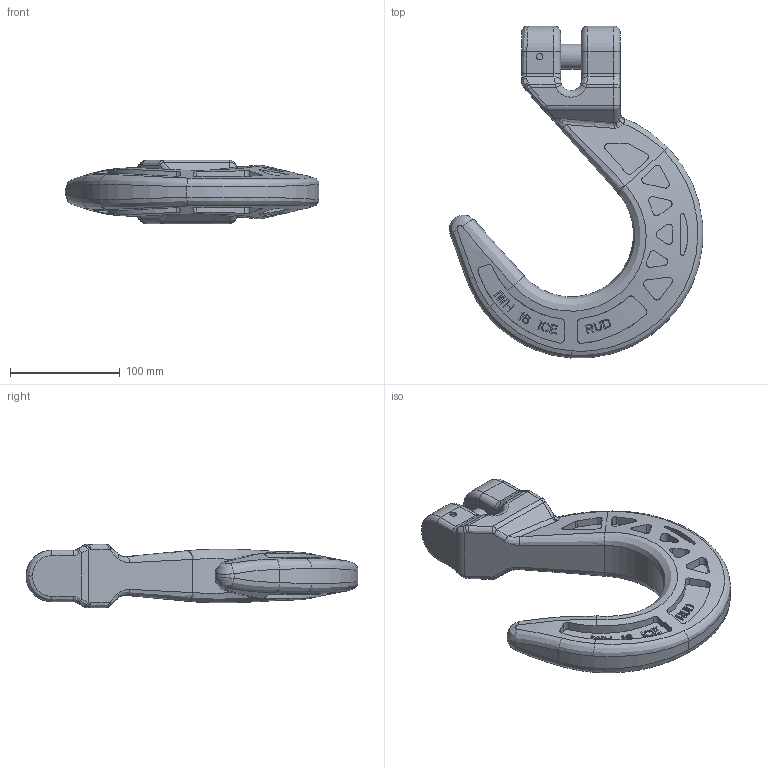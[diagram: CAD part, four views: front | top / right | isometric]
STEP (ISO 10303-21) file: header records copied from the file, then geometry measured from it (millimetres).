
FILE_DESCRIPTION((''),'2;1');
FILE_NAME('001-M34400-P-2','2016-06-13T',('Andreas.Wendler'),(''),'PRO/ENGINEER BY PARAMETRIC TECHNOLOGY CORPORATION, 2010140','PRO/ENGINEER BY PARAMETRIC TECHNOLOGY CORPORATION, 2010140','');
FILE_SCHEMA(('CONFIG_CONTROL_DESIGN'));
Length unit declared in the file: millimetre
Products named in the file (1): 001-M34400-P-2
Bounding box: 231.07 x 302.77 x 58 mm (x, y, z)
Volume: 983934.5 mm3; surface area: 111357.1 mm2
Topology: 1 solids, 1 shells, 533 faces, 1398 edges, 899 vertices
Faces by surface type: plane 303, cylinder 111, bspline 64, cone 34, torus 11, sphere 8, extrusion 2
Entity records: 27454 total; most frequent: CARTESIAN_POINT 16084, ORIENTED_EDGE 2796, DIRECTION 1646, EDGE_CURVE 1398, VERTEX_POINT 899, B_SPLINE_CURVE_WITH_KNOTS 826, AXIS2_PLACEMENT_3D 603, EDGE_LOOP 567
